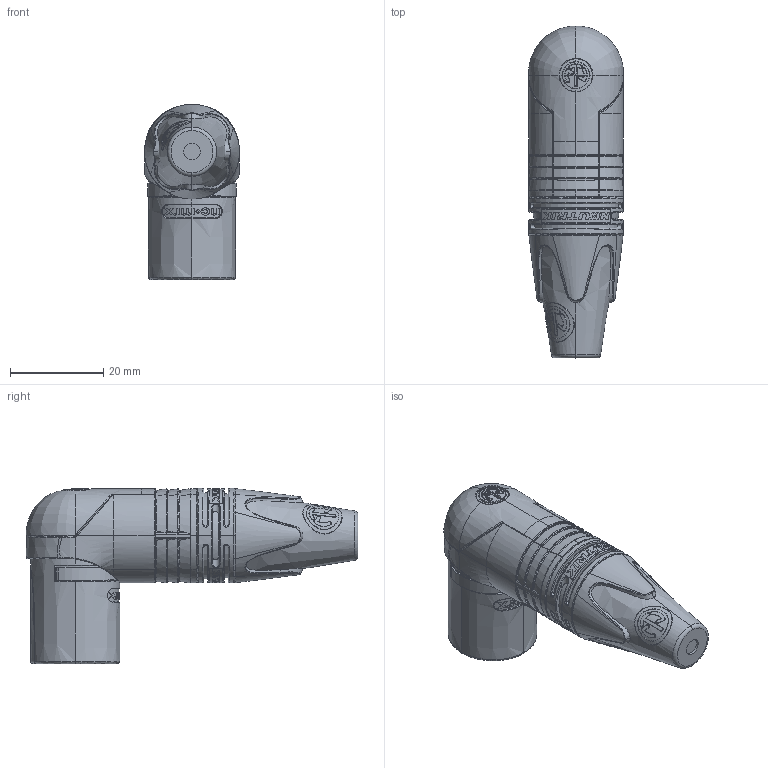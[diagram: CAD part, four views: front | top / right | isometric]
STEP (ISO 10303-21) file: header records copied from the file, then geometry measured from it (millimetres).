
FILE_DESCRIPTION((''),'2;1');
FILE_NAME('30010499','2023-04-21T10:52:22',('SYSTEM'),(''),'CREO PARAMETRIC BY PTC INC, 2021184','CREO PARAMETRIC BY PTC INC, 2021184','');
FILE_SCHEMA(('CONFIG_CONTROL_DESIGN'));
Products named in the file (1): 30010499
Bounding box: 20.3 x 71.19 x 37.6 mm (x, y, z)
Volume: 20635.9 mm3; surface area: 6954.9 mm2
Topology: 1 solids, 2 shells, 1136 faces, 3005 edges, 1912 vertices
Faces by surface type: plane 436, bspline 296, extrusion 163, cylinder 125, torus 55, cone 41, sphere 20
Entity records: 56579 total; most frequent: CARTESIAN_POINT 31614, ORIENTED_EDGE 5984, DIRECTION 3851, EDGE_CURVE 2992, VERTEX_POINT 1912, B_SPLINE_CURVE_WITH_KNOTS 1405, VECTOR 1329, AXIS2_PLACEMENT_3D 1261
